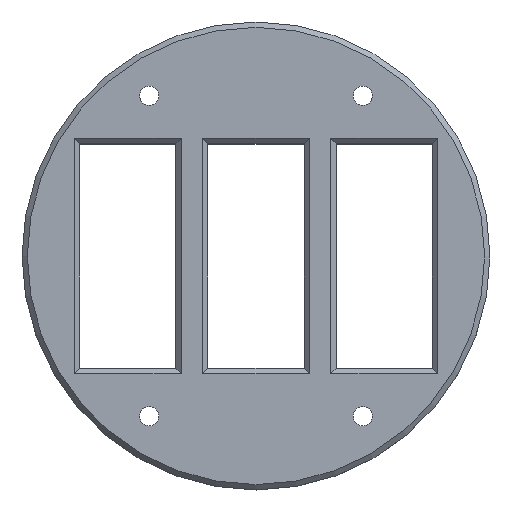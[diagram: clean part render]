
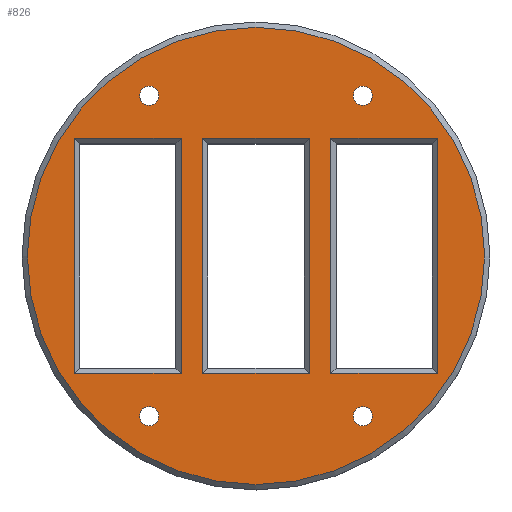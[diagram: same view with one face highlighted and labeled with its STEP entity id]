
A CAD part, top view. The second image highlights one B-rep face of the part: STEP entity #826.
In plain terms, the highlighted planar face has unit normal (0, 0, 1).
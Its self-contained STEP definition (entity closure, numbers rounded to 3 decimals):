
#664=CARTESIAN_POINT('',(200.,0.,3.25));
#665=DIRECTION('',(0.,0.,-1.));
#666=DIRECTION('',(-1.,0.,0.));
#667=AXIS2_PLACEMENT_3D('',#664,#665,#666);
#668=PLANE('',#667);
#669=CARTESIAN_POINT('',(217.,11.,3.25));
#670=VERTEX_POINT('',#669);
#671=CARTESIAN_POINT('',(217.,-11.,3.25));
#672=VERTEX_POINT('',#671);
#673=CARTESIAN_POINT('',(217.,11.,3.25));
#674=DIRECTION('',(0.,-1.,0.));
#675=VECTOR('',#674,22.);
#676=LINE('',#673,#675);
#677=EDGE_CURVE('',#670,#672,#676,.T.);
#678=ORIENTED_EDGE('',*,*,#677,.T.);
#679=CARTESIAN_POINT('',(207.,-11.,3.25));
#680=VERTEX_POINT('',#679);
#681=CARTESIAN_POINT('',(217.,-11.,3.25));
#682=DIRECTION('',(-1.,-0.,0.));
#683=VECTOR('',#682,10.);
#684=LINE('',#681,#683);
#685=EDGE_CURVE('',#672,#680,#684,.T.);
#686=ORIENTED_EDGE('',*,*,#685,.T.);
#687=CARTESIAN_POINT('',(207.,11.,3.25));
#688=VERTEX_POINT('',#687);
#689=CARTESIAN_POINT('',(207.,-11.,3.25));
#690=DIRECTION('',(0.,1.,0.));
#691=VECTOR('',#690,22.);
#692=LINE('',#689,#691);
#693=EDGE_CURVE('',#680,#688,#692,.T.);
#694=ORIENTED_EDGE('',*,*,#693,.T.);
#695=CARTESIAN_POINT('',(207.,11.,3.25));
#696=DIRECTION('',(1.,0.,0.));
#697=VECTOR('',#696,10.);
#698=LINE('',#695,#697);
#699=EDGE_CURVE('',#688,#670,#698,.T.);
#700=ORIENTED_EDGE('',*,*,#699,.T.);
#701=EDGE_LOOP('',(#678,#686,#694,#700));
#702=FACE_BOUND('',#701,.T.);
#703=CARTESIAN_POINT('',(195.,11.,3.25));
#704=VERTEX_POINT('',#703);
#705=CARTESIAN_POINT('',(205.,11.,3.25));
#706=VERTEX_POINT('',#705);
#707=CARTESIAN_POINT('',(195.,11.,3.25));
#708=DIRECTION('',(1.,0.,0.));
#709=VECTOR('',#708,10.);
#710=LINE('',#707,#709);
#711=EDGE_CURVE('',#704,#706,#710,.T.);
#712=ORIENTED_EDGE('',*,*,#711,.T.);
#713=CARTESIAN_POINT('',(205.,-11.,3.25));
#714=VERTEX_POINT('',#713);
#715=CARTESIAN_POINT('',(205.,11.,3.25));
#716=DIRECTION('',(0.,-1.,0.));
#717=VECTOR('',#716,22.);
#718=LINE('',#715,#717);
#719=EDGE_CURVE('',#706,#714,#718,.T.);
#720=ORIENTED_EDGE('',*,*,#719,.T.);
#721=CARTESIAN_POINT('',(195.,-11.,3.25));
#722=VERTEX_POINT('',#721);
#723=CARTESIAN_POINT('',(205.,-11.,3.25));
#724=DIRECTION('',(-1.,-0.,0.));
#725=VECTOR('',#724,10.);
#726=LINE('',#723,#725);
#727=EDGE_CURVE('',#714,#722,#726,.T.);
#728=ORIENTED_EDGE('',*,*,#727,.T.);
#729=CARTESIAN_POINT('',(195.,-11.,3.25));
#730=DIRECTION('',(0.,1.,0.));
#731=VECTOR('',#730,22.);
#732=LINE('',#729,#731);
#733=EDGE_CURVE('',#722,#704,#732,.T.);
#734=ORIENTED_EDGE('',*,*,#733,.T.);
#735=EDGE_LOOP('',(#712,#720,#728,#734));
#736=FACE_BOUND('',#735,.T.);
#737=CARTESIAN_POINT('',(193.,-11.,3.25));
#738=VERTEX_POINT('',#737);
#739=CARTESIAN_POINT('',(183.,-11.,3.25));
#740=VERTEX_POINT('',#739);
#741=CARTESIAN_POINT('',(193.,-11.,3.25));
#742=DIRECTION('',(-1.,-0.,0.));
#743=VECTOR('',#742,10.);
#744=LINE('',#741,#743);
#745=EDGE_CURVE('',#738,#740,#744,.T.);
#746=ORIENTED_EDGE('',*,*,#745,.T.);
#747=CARTESIAN_POINT('',(183.,11.,3.25));
#748=VERTEX_POINT('',#747);
#749=CARTESIAN_POINT('',(183.,-11.,3.25));
#750=DIRECTION('',(0.,1.,0.));
#751=VECTOR('',#750,22.);
#752=LINE('',#749,#751);
#753=EDGE_CURVE('',#740,#748,#752,.T.);
#754=ORIENTED_EDGE('',*,*,#753,.T.);
#755=CARTESIAN_POINT('',(193.,11.,3.25));
#756=VERTEX_POINT('',#755);
#757=CARTESIAN_POINT('',(183.,11.,3.25));
#758=DIRECTION('',(1.,0.,0.));
#759=VECTOR('',#758,10.);
#760=LINE('',#757,#759);
#761=EDGE_CURVE('',#748,#756,#760,.T.);
#762=ORIENTED_EDGE('',*,*,#761,.T.);
#763=CARTESIAN_POINT('',(193.,11.,3.25));
#764=DIRECTION('',(0.,-1.,0.));
#765=VECTOR('',#764,22.);
#766=LINE('',#763,#765);
#767=EDGE_CURVE('',#756,#738,#766,.T.);
#768=ORIENTED_EDGE('',*,*,#767,.T.);
#769=EDGE_LOOP('',(#746,#754,#762,#768));
#770=FACE_BOUND('',#769,.T.);
#771=CARTESIAN_POINT('',(178.6,0.,3.25));
#772=VERTEX_POINT('',#771);
#773=CARTESIAN_POINT('',(200.,0.,3.25));
#774=DIRECTION('',(-0.,-0.,1.));
#775=DIRECTION('',(-1.,0.,0.));
#776=AXIS2_PLACEMENT_3D('',#773,#774,#775);
#777=CIRCLE('',#776,21.4);
#778=EDGE_CURVE('',#772,#772,#777,.T.);
#779=ORIENTED_EDGE('',*,*,#778,.T.);
#780=EDGE_LOOP('',(#779));
#781=FACE_BOUND('',#780,.T.);
#782=CARTESIAN_POINT('',(189.1,-15.,3.25));
#783=VERTEX_POINT('',#782);
#784=CARTESIAN_POINT('',(190.,-15.,3.25));
#785=DIRECTION('',(0.,0.,-1.));
#786=DIRECTION('',(-1.,0.,0.));
#787=AXIS2_PLACEMENT_3D('',#784,#785,#786);
#788=CIRCLE('',#787,0.9);
#789=EDGE_CURVE('',#783,#783,#788,.T.);
#790=ORIENTED_EDGE('',*,*,#789,.T.);
#791=EDGE_LOOP('',(#790));
#792=FACE_BOUND('',#791,.T.);
#793=CARTESIAN_POINT('',(209.1,15.,3.25));
#794=VERTEX_POINT('',#793);
#795=CARTESIAN_POINT('',(210.,15.,3.25));
#796=DIRECTION('',(0.,0.,-1.));
#797=DIRECTION('',(-1.,0.,0.));
#798=AXIS2_PLACEMENT_3D('',#795,#796,#797);
#799=CIRCLE('',#798,0.9);
#800=EDGE_CURVE('',#794,#794,#799,.T.);
#801=ORIENTED_EDGE('',*,*,#800,.T.);
#802=EDGE_LOOP('',(#801));
#803=FACE_BOUND('',#802,.T.);
#804=CARTESIAN_POINT('',(189.1,15.,3.25));
#805=VERTEX_POINT('',#804);
#806=CARTESIAN_POINT('',(190.,15.,3.25));
#807=DIRECTION('',(0.,0.,-1.));
#808=DIRECTION('',(-1.,0.,0.));
#809=AXIS2_PLACEMENT_3D('',#806,#807,#808);
#810=CIRCLE('',#809,0.9);
#811=EDGE_CURVE('',#805,#805,#810,.T.);
#812=ORIENTED_EDGE('',*,*,#811,.T.);
#813=EDGE_LOOP('',(#812));
#814=FACE_BOUND('',#813,.T.);
#815=CARTESIAN_POINT('',(209.1,-15.,3.25));
#816=VERTEX_POINT('',#815);
#817=CARTESIAN_POINT('',(210.,-15.,3.25));
#818=DIRECTION('',(0.,0.,-1.));
#819=DIRECTION('',(-1.,0.,0.));
#820=AXIS2_PLACEMENT_3D('',#817,#818,#819);
#821=CIRCLE('',#820,0.9);
#822=EDGE_CURVE('',#816,#816,#821,.T.);
#823=ORIENTED_EDGE('',*,*,#822,.T.);
#824=EDGE_LOOP('',(#823));
#825=FACE_BOUND('',#824,.T.);
#826=ADVANCED_FACE('',(#702,#736,#770,#781,#792,#803,#814,#825),#668,.F.);
